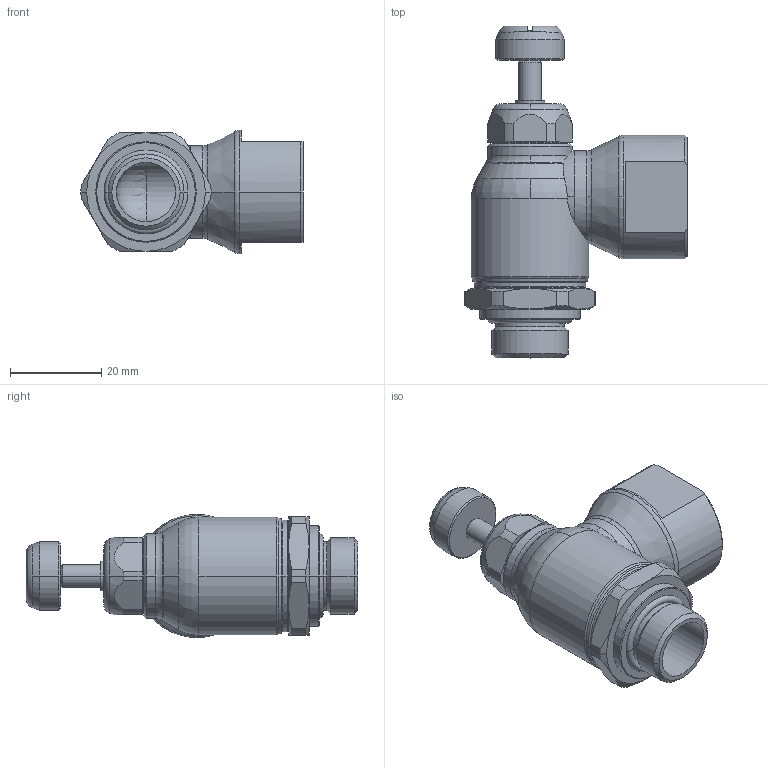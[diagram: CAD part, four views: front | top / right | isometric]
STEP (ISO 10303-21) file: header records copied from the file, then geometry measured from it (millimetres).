
FILE_DESCRIPTION(('STEP AP214'),'1');
FILE_NAME('7110_17_17.stp','2016-07-07T14:55:21',('TraceParts'),('TraceParts S.A.'),'Spatial InterOp 3D',' ',' ');
FILE_SCHEMA(('automotive_design'));
Length unit declared in the file: millimetre
Products named in the file (1): 1
Bounding box: 48.65 x 72.7 x 27 mm (x, y, z)
Volume: 24936 mm3; surface area: 10649.9 mm2
Topology: 1 solids, 1 shells, 155 faces, 387 edges, 238 vertices
Faces by surface type: cone 50, cylinder 48, plane 33, torus 20, sphere 4
Entity records: 5000 total; most frequent: CARTESIAN_POINT 1277, DIRECTION 851, ORIENTED_EDGE 762, EDGE_CURVE 381, AXIS2_PLACEMENT_3D 370, VERTEX_POINT 238, CIRCLE 212, EDGE_LOOP 167
